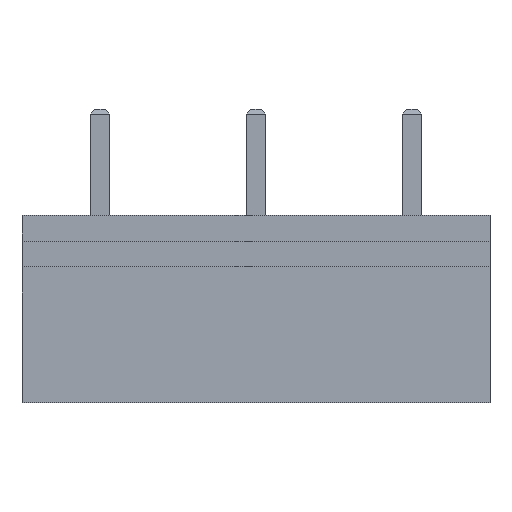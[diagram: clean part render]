
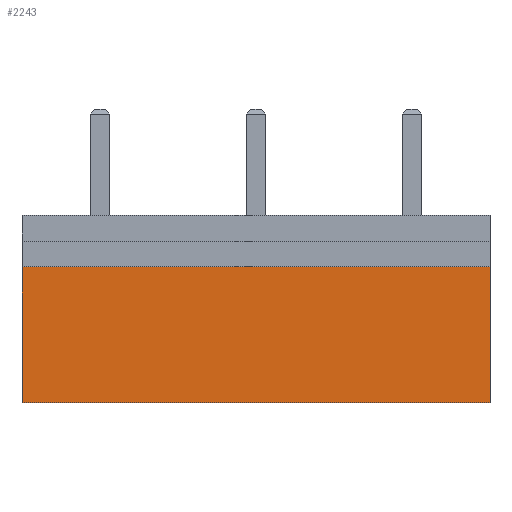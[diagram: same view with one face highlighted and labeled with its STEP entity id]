
A CAD part, top view. The second image highlights one B-rep face of the part: STEP entity #2243.
In plain terms, the highlighted free-form (B-spline) face has degree [1, 1] with [2, 2] control points.
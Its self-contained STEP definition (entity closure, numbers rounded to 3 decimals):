
#726 = VERTEX_POINT('',#727);
#727 = CARTESIAN_POINT('',(7.079,-1.557,1.793
    ));
#884 = VERTEX_POINT('',#885);
#885 = CARTESIAN_POINT('',(-7.079,-1.557,
    1.793));
#1520 = EDGE_CURVE('',#726,#1521,#1523,.T.);
#1521 = VERTEX_POINT('',#1522);
#1522 = CARTESIAN_POINT('',(7.079,-5.663,
    1.793));
#1523 = B_SPLINE_CURVE_WITH_KNOTS('',1,(#1524,#1525),.UNSPECIFIED.,.F.,
  .F.,(2,2),(0.,4.35),.PIECEWISE_BEZIER_KNOTS.);
#1524 = CARTESIAN_POINT('',(7.079,-1.557,
    1.793));
#1525 = CARTESIAN_POINT('',(7.079,-5.663,
    1.793));
#1543 = EDGE_CURVE('',#884,#726,#1544,.T.);
#1544 = B_SPLINE_CURVE_WITH_KNOTS('',1,(#1545,#1546),.UNSPECIFIED.,.F.,
  .F.,(2,2),(0.,15.),.PIECEWISE_BEZIER_KNOTS.);
#1545 = CARTESIAN_POINT('',(-7.079,-1.557,
    1.793));
#1546 = CARTESIAN_POINT('',(7.079,-1.557,
    1.793));
#1558 = EDGE_CURVE('',#1559,#1521,#1561,.T.);
#1559 = VERTEX_POINT('',#1560);
#1560 = CARTESIAN_POINT('',(-7.079,-5.663,
    1.793));
#1561 = B_SPLINE_CURVE_WITH_KNOTS('',1,(#1562,#1563),.UNSPECIFIED.,.F.,
  .F.,(2,2),(0.,15.),.PIECEWISE_BEZIER_KNOTS.);
#1562 = CARTESIAN_POINT('',(-7.079,-5.663,
    1.793));
#1563 = CARTESIAN_POINT('',(7.079,-5.663,
    1.793));
#1654 = EDGE_CURVE('',#884,#1559,#1655,.T.);
#1655 = B_SPLINE_CURVE_WITH_KNOTS('',1,(#1656,#1657),.UNSPECIFIED.,.F.,
  .F.,(2,2),(0.,4.35),.PIECEWISE_BEZIER_KNOTS.);
#1656 = CARTESIAN_POINT('',(-7.079,-1.557,
    1.793));
#1657 = CARTESIAN_POINT('',(-7.079,-5.663,
    1.793));
#2243 = ADVANCED_FACE('',(#2244),#2250,.T.);
#2244 = FACE_BOUND('',#2245,.T.);
#2245 = EDGE_LOOP('',(#2246,#2247,#2248,#2249));
#2246 = ORIENTED_EDGE('',*,*,#1654,.T.);
#2247 = ORIENTED_EDGE('',*,*,#1558,.T.);
#2248 = ORIENTED_EDGE('',*,*,#1520,.F.);
#2249 = ORIENTED_EDGE('',*,*,#1543,.F.);
#2250 = B_SPLINE_SURFACE_WITH_KNOTS('',1,1,(
    (#2251,#2252)
    ,(#2253,#2254
    )),.UNSPECIFIED.,.F.,.F.,.F.,(2,2),(2,2),(0.,15.),(-4.35,0.),
  .PIECEWISE_BEZIER_KNOTS.);
#2251 = CARTESIAN_POINT('',(-7.079,-5.663,
    1.793));
#2252 = CARTESIAN_POINT('',(-7.079,-1.557,
    1.793));
#2253 = CARTESIAN_POINT('',(7.079,-5.663,
    1.793));
#2254 = CARTESIAN_POINT('',(7.079,-1.557,
    1.793));
